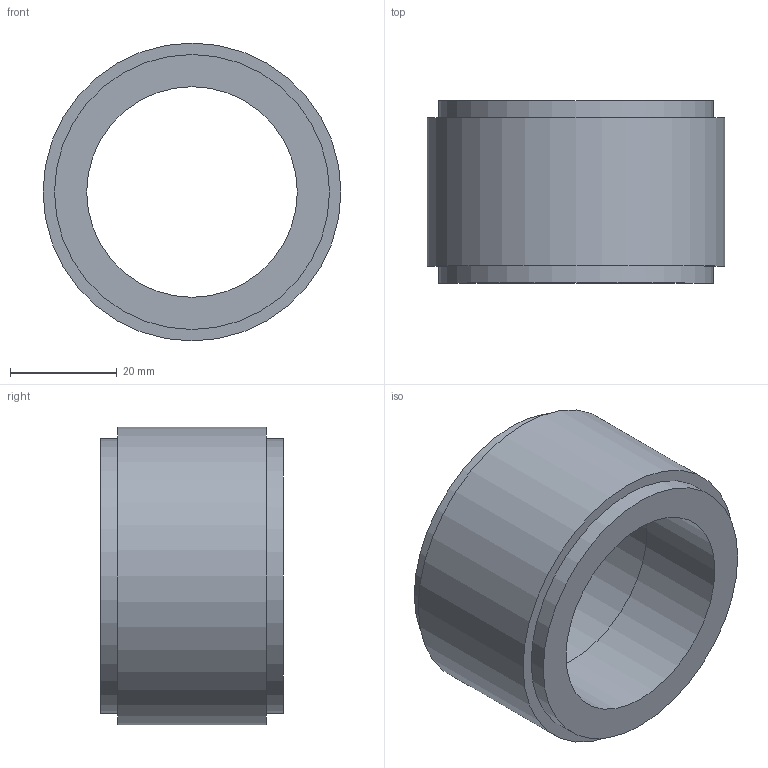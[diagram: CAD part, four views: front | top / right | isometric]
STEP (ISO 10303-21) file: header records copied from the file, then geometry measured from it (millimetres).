
FILE_DESCRIPTION(/* description */ ('Unknown'),/* implementation_level */ '2;1');
FILE_NAME(/* name */ 'OpenFrame - Olympus Tube Lens Mount',/* time_stamp */ '2023-06-13T12:38:28+01:00',/* author */ ('Unknown'),/* organization */ ('Unknown'),/* preprocessor_version */ 'ST-DEVELOPER v18.1',/* originating_system */ 'Solid Edge',/* authorisation */ 'Unknown');
FILE_SCHEMA (('AUTOMOTIVE_DESIGN {1 0 10303 214 3 1 1}'));
Length unit declared in the file: millimetre
Products named in the file (1): OpenFrame - Olympus Tube Lens Mount
Bounding box: 55.9 x 34.2 x 55.9 mm (x, y, z)
Volume: 37145.6 mm3; surface area: 12743.1 mm2
Topology: 1 solids, 1 shells, 12 faces, 19 edges, 13 vertices
Faces by surface type: cylinder 6, plane 6
Full cylindrical faces by diameter (mm): 39.5 x1, 40.459 x1, 46 x1, 51.6 x2, 55.9 x1
Entity records: 357 total; most frequent: DIRECTION 50, CARTESIAN_POINT 37, AXIS2_PLACEMENT_3D 25, ORIENTED_EDGE 24, EDGE_LOOP 24, FACE_BOUND 24, EDGE_CURVE 12, VERTEX_POINT 12
